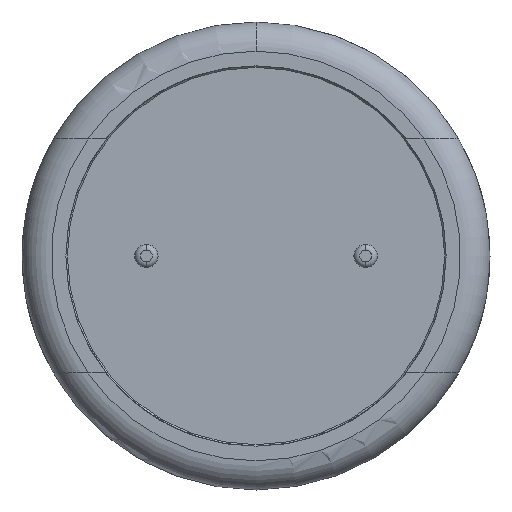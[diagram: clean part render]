
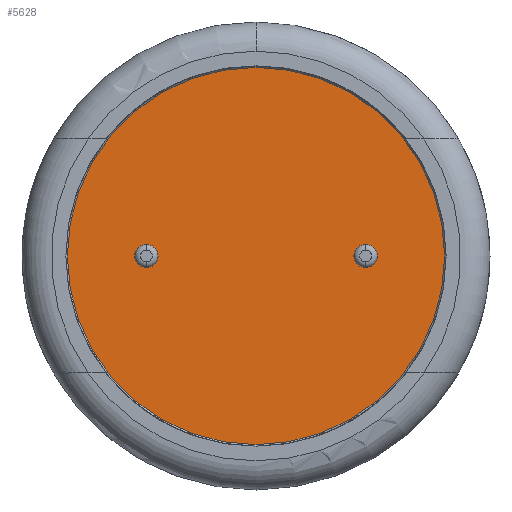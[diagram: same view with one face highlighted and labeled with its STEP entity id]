
A CAD part, front view. The second image highlights one B-rep face of the part: STEP entity #5628.
In plain terms, the highlighted planar face has unit normal (0, -1, 0).
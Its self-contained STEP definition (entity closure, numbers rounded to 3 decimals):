
#53 = ORIENTED_EDGE ( 'NONE', *, *, #584, .F. ) ;
#166 = VERTEX_POINT ( 'NONE', #836 ) ;
#191 = ORIENTED_EDGE ( 'NONE', *, *, #6353, .F. ) ;
#566 = VERTEX_POINT ( 'NONE', #3166 ) ;
#584 = EDGE_CURVE ( 'NONE', #4340, #566, #2385, .T. ) ;
#611 = ORIENTED_EDGE ( 'NONE', *, *, #1194, .F. ) ;
#836 = CARTESIAN_POINT ( 'NONE',  ( 0., 0.1, -6.45 ) ) ;
#904 = AXIS2_PLACEMENT_3D ( 'NONE', #2090, #2677, #2129 ) ;
#985 = CARTESIAN_POINT ( 'NONE',  ( -3.75, 0.1, 0.4 ) ) ;
#1194 = EDGE_CURVE ( 'NONE', #566, #4340, #3737, .T. ) ;
#1491 = CARTESIAN_POINT ( 'NONE',  ( 0., 0.1, 0. ) ) ;
#1627 = DIRECTION ( 'NONE',  ( 0., 0., -1. ) ) ;
#1676 = FACE_BOUND ( 'NONE', #6491, .T. ) ;
#1854 = VERTEX_POINT ( 'NONE', #5398 ) ;
#2090 = CARTESIAN_POINT ( 'NONE',  ( 0., 0.1, 0. ) ) ;
#2129 = DIRECTION ( 'NONE',  ( 0., 0., -1. ) ) ;
#2201 = ORIENTED_EDGE ( 'NONE', *, *, #6257, .T. ) ;
#2210 = DIRECTION ( 'NONE',  ( 0., -1., 0. ) ) ;
#2385 = CIRCLE ( 'NONE', #3454, 0.4 ) ;
#2677 = DIRECTION ( 'NONE',  ( 0., -1., 0. ) ) ;
#2715 = DIRECTION ( 'NONE',  ( 0., 0., 1. ) ) ;
#2925 = CARTESIAN_POINT ( 'NONE',  ( 0., 0.1, 0. ) ) ;
#2951 = DIRECTION ( 'NONE',  ( 0., -1., 0. ) ) ;
#2976 = AXIS2_PLACEMENT_3D ( 'NONE', #5646, #6207, #6727 ) ;
#3166 = CARTESIAN_POINT ( 'NONE',  ( 3.75, 0.1, 0.4 ) ) ;
#3312 = AXIS2_PLACEMENT_3D ( 'NONE', #1491, #6317, #1627 ) ;
#3454 = AXIS2_PLACEMENT_3D ( 'NONE', #4246, #2210, #5242 ) ;
#3541 = VERTEX_POINT ( 'NONE', #4955 ) ;
#3737 = CIRCLE ( 'NONE', #2976, 0.4 ) ;
#3761 = PLANE ( 'NONE',  #904 ) ;
#3855 = ORIENTED_EDGE ( 'NONE', *, *, #4794, .T. ) ;
#3866 = DIRECTION ( 'NONE',  ( 0., 0., 1. ) ) ;
#3948 = ORIENTED_EDGE ( 'NONE', *, *, #6589, .F. ) ;
#3966 = DIRECTION ( 'NONE',  ( 0., 0., -1. ) ) ;
#4067 = CIRCLE ( 'NONE', #3312, 6.45 ) ;
#4246 = CARTESIAN_POINT ( 'NONE',  ( 3.75, 0.1, 0. ) ) ;
#4269 = FACE_OUTER_BOUND ( 'NONE', #6122, .T. ) ;
#4340 = VERTEX_POINT ( 'NONE', #5238 ) ;
#4693 = AXIS2_PLACEMENT_3D ( 'NONE', #5536, #2951, #3866 ) ;
#4794 = EDGE_CURVE ( 'NONE', #166, #3541, #4067, .T. ) ;
#4906 = AXIS2_PLACEMENT_3D ( 'NONE', #2925, #6058, #3966 ) ;
#4955 = CARTESIAN_POINT ( 'NONE',  ( 0., 0.1, 6.45 ) ) ;
#5191 = VERTEX_POINT ( 'NONE', #985 ) ;
#5238 = CARTESIAN_POINT ( 'NONE',  ( 3.75, 0.1, -0.4 ) ) ;
#5242 = DIRECTION ( 'NONE',  ( 0., 0., -1. ) ) ;
#5398 = CARTESIAN_POINT ( 'NONE',  ( -3.75, 0.1, -0.4 ) ) ;
#5414 = CIRCLE ( 'NONE', #4906, 6.45 ) ;
#5536 = CARTESIAN_POINT ( 'NONE',  ( -3.75, 0.1, 0. ) ) ;
#5628 = ADVANCED_FACE ( 'NONE', ( #1676, #6370, #4269 ), #3761, .T. ) ;
#5646 = CARTESIAN_POINT ( 'NONE',  ( 3.75, 0.1, 0. ) ) ;
#5878 = DIRECTION ( 'NONE',  ( 0., -1., 0. ) ) ;
#6058 = DIRECTION ( 'NONE',  ( 0., -1., 0. ) ) ;
#6122 = EDGE_LOOP ( 'NONE', ( #3855, #2201 ) ) ;
#6207 = DIRECTION ( 'NONE',  ( 0., -1., 0. ) ) ;
#6237 = CIRCLE ( 'NONE', #4693, 0.4 ) ;
#6257 = EDGE_CURVE ( 'NONE', #3541, #166, #5414, .T. ) ;
#6317 = DIRECTION ( 'NONE',  ( 0., -1., 0. ) ) ;
#6353 = EDGE_CURVE ( 'NONE', #5191, #1854, #6237, .T. ) ;
#6364 = EDGE_LOOP ( 'NONE', ( #611, #53 ) ) ;
#6370 = FACE_BOUND ( 'NONE', #6364, .T. ) ;
#6448 = AXIS2_PLACEMENT_3D ( 'NONE', #6781, #5878, #2715 ) ;
#6491 = EDGE_LOOP ( 'NONE', ( #191, #3948 ) ) ;
#6555 = CIRCLE ( 'NONE', #6448, 0.4 ) ;
#6589 = EDGE_CURVE ( 'NONE', #1854, #5191, #6555, .T. ) ;
#6727 = DIRECTION ( 'NONE',  ( 0., 0., -1. ) ) ;
#6781 = CARTESIAN_POINT ( 'NONE',  ( -3.75, 0.1, 0. ) ) ;
